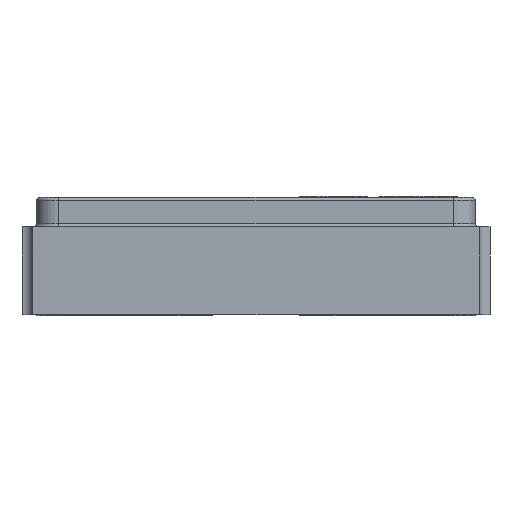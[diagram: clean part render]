
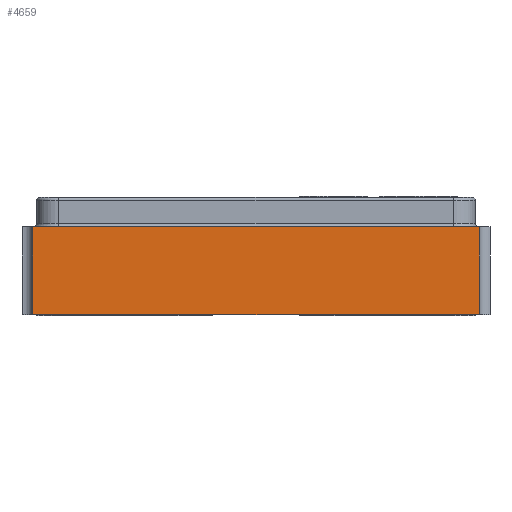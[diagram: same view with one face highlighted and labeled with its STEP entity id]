
A CAD part, front view. The second image highlights one B-rep face of the part: STEP entity #4659.
In plain terms, the highlighted planar face has unit normal (0, -1, 0).
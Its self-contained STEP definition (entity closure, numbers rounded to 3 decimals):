
#207 = CARTESIAN_POINT ( 'NONE',  ( -1.525, -1.25, 0. ) ) ;
#519 = VERTEX_POINT ( 'NONE', #207 ) ;
#615 = DIRECTION ( 'NONE',  ( 0., 1., 0. ) ) ;
#1058 = DIRECTION ( 'NONE',  ( 0., 0., 1. ) ) ;
#1256 = CARTESIAN_POINT ( 'NONE',  ( 1.525, -1.25, 0. ) ) ;
#1612 = VERTEX_POINT ( 'NONE', #12000 ) ;
#2355 = VECTOR ( 'NONE', #9491, 1000. ) ;
#3096 = CARTESIAN_POINT ( 'NONE',  ( -1.6, -1.25, 0.6 ) ) ;
#3272 = CARTESIAN_POINT ( 'NONE',  ( -1.6, -1.25, 0.6 ) ) ;
#4222 = AXIS2_PLACEMENT_3D ( 'NONE', #3272, #615, #1058 ) ;
#4446 = DIRECTION ( 'NONE',  ( 1., 0., 0. ) ) ;
#4640 = CARTESIAN_POINT ( 'NONE',  ( -1.525, -1.25, 0.6 ) ) ;
#4659 = ADVANCED_FACE ( 'NONE', ( #15263 ), #16805, .F. ) ;
#4778 = LINE ( 'NONE', #15688, #12767 ) ;
#5097 = VECTOR ( 'NONE', #4446, 1000. ) ;
#6401 = EDGE_CURVE ( 'NONE', #9878, #519, #12525, .T. ) ;
#6875 = DIRECTION ( 'NONE',  ( 1., 0., 0. ) ) ;
#8164 = LINE ( 'NONE', #16168, #17412 ) ;
#8184 = CARTESIAN_POINT ( 'NONE',  ( -1.525, -1.25, 0. ) ) ;
#8372 = VERTEX_POINT ( 'NONE', #1256 ) ;
#9226 = ORIENTED_EDGE ( 'NONE', *, *, #9259, .T. ) ;
#9259 = EDGE_CURVE ( 'NONE', #519, #8372, #8164, .T. ) ;
#9491 = DIRECTION ( 'NONE',  ( 0., 0., -1. ) ) ;
#9878 = VERTEX_POINT ( 'NONE', #4640 ) ;
#11280 = LINE ( 'NONE', #3096, #5097 ) ;
#12000 = CARTESIAN_POINT ( 'NONE',  ( 1.525, -1.25, 0.6 ) ) ;
#12113 = ORIENTED_EDGE ( 'NONE', *, *, #6401, .T. ) ;
#12525 = LINE ( 'NONE', #8184, #2355 ) ;
#12767 = VECTOR ( 'NONE', #14633, 1000. ) ;
#13779 = ORIENTED_EDGE ( 'NONE', *, *, #15259, .F. ) ;
#13872 = EDGE_CURVE ( 'NONE', #8372, #1612, #4778, .T. ) ;
#14633 = DIRECTION ( 'NONE',  ( 0., 0., 1. ) ) ;
#15259 = EDGE_CURVE ( 'NONE', #9878, #1612, #11280, .T. ) ;
#15263 = FACE_OUTER_BOUND ( 'NONE', #15947, .T. ) ;
#15688 = CARTESIAN_POINT ( 'NONE',  ( 1.525, -1.25, 0. ) ) ;
#15947 = EDGE_LOOP ( 'NONE', ( #9226, #16009, #13779, #12113 ) ) ;
#16009 = ORIENTED_EDGE ( 'NONE', *, *, #13872, .T. ) ;
#16168 = CARTESIAN_POINT ( 'NONE',  ( -1.6, -1.25, 0. ) ) ;
#16805 = PLANE ( 'NONE',  #4222 ) ;
#17412 = VECTOR ( 'NONE', #6875, 1000. ) ;
